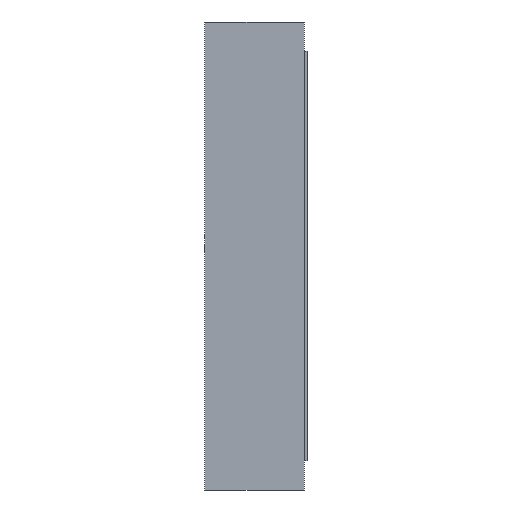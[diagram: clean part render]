
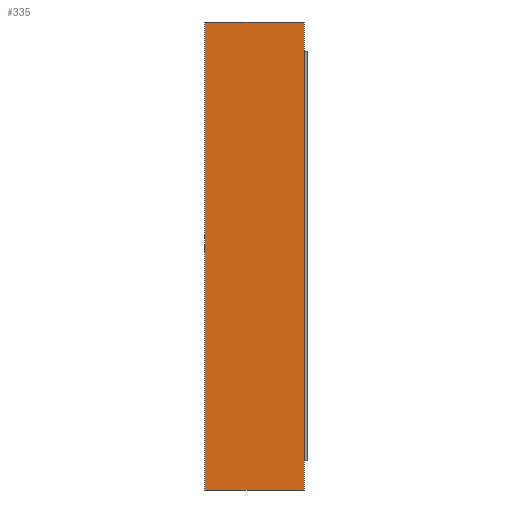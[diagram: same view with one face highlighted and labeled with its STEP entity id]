
A CAD part, left-side view. The second image highlights one B-rep face of the part: STEP entity #335.
In plain terms, the highlighted planar face has unit normal (-1, 0, 0).
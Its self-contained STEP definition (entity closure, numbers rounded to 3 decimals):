
#1=DIRECTION('',(0.,0.,1.));
#2=VECTOR('',#1,4.);
#3=CARTESIAN_POINT('',(-4.125,0.,-2.));
#4=LINE('',#3,#2);
#69=DIRECTION('',(0.,1.,0.));
#70=VECTOR('',#69,0.85);
#71=CARTESIAN_POINT('',(-4.125,0.,-2.));
#72=LINE('',#71,#70);
#81=DIRECTION('',(0.,1.,0.));
#82=VECTOR('',#81,0.85);
#83=CARTESIAN_POINT('',(-4.125,0.,2.));
#84=LINE('',#83,#82);
#85=DIRECTION('',(0.,0.,1.));
#86=VECTOR('',#85,4.);
#87=CARTESIAN_POINT('',(-4.125,0.85,-2.));
#88=LINE('',#87,#86);
#205=CARTESIAN_POINT('',(-4.125,0.,-2.));
#206=CARTESIAN_POINT('',(-4.125,0.,2.));
#207=VERTEX_POINT('',#205);
#208=VERTEX_POINT('',#206);
#213=CARTESIAN_POINT('',(-4.125,0.85,-2.));
#214=CARTESIAN_POINT('',(-4.125,0.85,2.));
#215=VERTEX_POINT('',#213);
#216=VERTEX_POINT('',#214);
#321=CARTESIAN_POINT('',(-4.125,0.,-2.));
#322=DIRECTION('',(-1.,0.,0.));
#323=DIRECTION('',(0.,0.,1.));
#324=AXIS2_PLACEMENT_3D('',#321,#322,#323);
#325=PLANE('',#324);
#326=ORIENTED_EDGE('',*,*,#278,.F.);
#328=ORIENTED_EDGE('',*,*,#327,.T.);
#330=ORIENTED_EDGE('',*,*,#329,.T.);
#332=ORIENTED_EDGE('',*,*,#331,.F.);
#333=EDGE_LOOP('',(#326,#328,#330,#332));
#334=FACE_OUTER_BOUND('',#333,.F.);
#278=EDGE_CURVE('',#207,#208,#4,.T.);
#327=EDGE_CURVE('',#207,#215,#72,.T.);
#329=EDGE_CURVE('',#215,#216,#88,.T.);
#331=EDGE_CURVE('',#208,#216,#84,.T.);
#335=ADVANCED_FACE('',(#334),#325,.T.);
